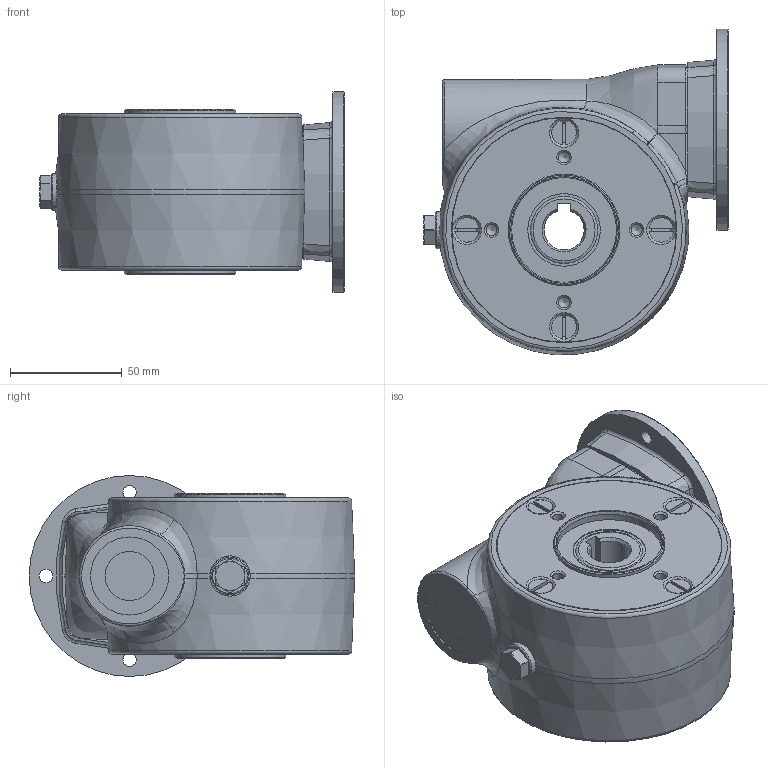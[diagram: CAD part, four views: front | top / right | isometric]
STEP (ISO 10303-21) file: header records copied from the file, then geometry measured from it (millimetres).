
FILE_DESCRIPTION(/* description */ ('Unknown'),/* implementation_level */ '2;1');
FILE_NAME(/* name */ '_P_N45_UNI_N_xxx_0_MB_I_N_N_-P_B3_-B_',/* time_stamp */ '2025-09-10T13:11:53+02:00',/* author */ ('Unknown'),/* organization */ ('Unknown'),/* preprocessor_version */ 'ST-DEVELOPER v18.104',/* originating_system */ 'Solid Edge',/* authorisation */ 'Unknown');
FILE_SCHEMA (('AUTOMOTIVE_DESIGN {1 0 10303 214 3 1 1}'));
Length unit declared in the file: millimetre
Products named in the file (6): _P_N45_UNI_N_xxx_0_MB_I_N_N_-P_B3_-B_; _B_N45_UNI_N_xxx_0_; C355091P; I504047; VTBIM06x14
Assembly tree (8 placements, depth 3):
  _P_N45_UNI_N_xxx_0_MB_I_N_N_-P_B3_-B_
    _B_N45_UNI_N_xxx_0_
    C355091P
    I504047
      I504047
      VTBIM06x14  x4
Bounding box: 136.3 x 145.89 x 90 mm (x, y, z)
Volume: 806895.9 mm3; surface area: 86386.4 mm2
Topology: 7 solids, 7 shells, 379 faces, 918 edges, 588 vertices
Faces by surface type: plane 130, cylinder 93, cone 88, bspline 41, torus 27
Full cylindrical faces by diameter (mm): 4.917 x12, 6 x8, 6.5 x8, 10 x4, 10.5 x4, 16.5 x1, 16.662 x1, 18 x1, 21 x1, 22 x1, 24.95 x1, 25 x1, 32.5 x2, 35 x1, 40 x1, 47 x4, 50 x2, 90 x1, 101 x1
Entity records: 14288 total; most frequent: CARTESIAN_POINT 5730, DIRECTION 1322, ORIENTED_EDGE 1270, EDGE_CURVE 635, AXIS2_PLACEMENT_3D 588, FACE_BOUND 498, EDGE_LOOP 486, VERTEX_POINT 457
